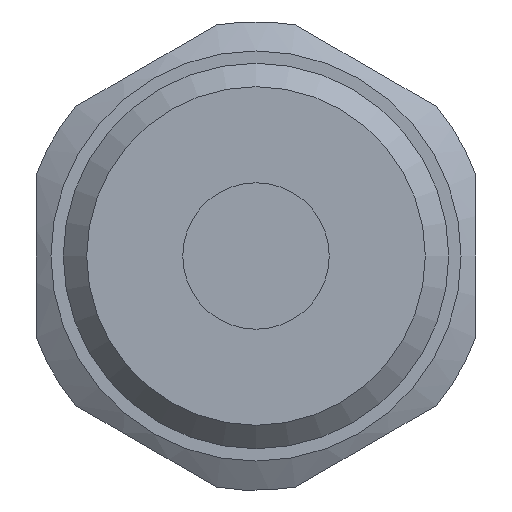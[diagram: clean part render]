
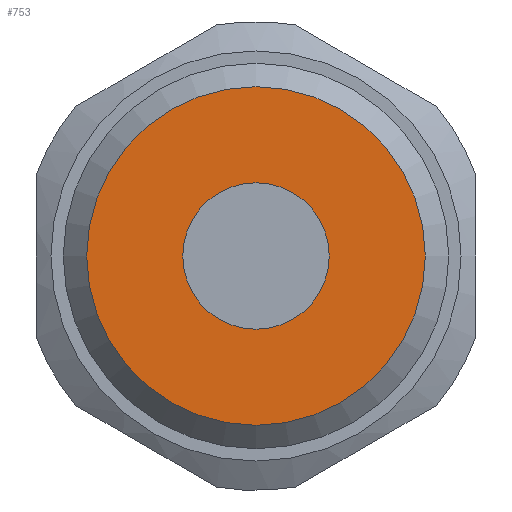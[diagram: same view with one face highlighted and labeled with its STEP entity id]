
A CAD part, front view. The second image highlights one B-rep face of the part: STEP entity #753.
In plain terms, the highlighted planar face has unit normal (0, -1, 0).
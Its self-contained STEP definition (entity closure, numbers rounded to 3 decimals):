
#38=FACE_BOUND('',#235,.T.);
#52=PLANE('',#866);
#180=FACE_OUTER_BOUND('',#234,.T.);
#234=EDGE_LOOP('',(#621));
#235=EDGE_LOOP('',(#622));
#276=CIRCLE('',#820,2.5);
#287=CIRCLE('',#837,5.779);
#336=VERTEX_POINT('',#1191);
#347=VERTEX_POINT('',#1225);
#407=EDGE_CURVE('',#336,#336,#276,.T.);
#424=EDGE_CURVE('',#347,#347,#287,.T.);
#621=ORIENTED_EDGE('',*,*,#424,.T.);
#622=ORIENTED_EDGE('',*,*,#407,.F.);
#753=ADVANCED_FACE('',(#180,#38),#52,.T.);
#820=AXIS2_PLACEMENT_3D('',#1193,#946,#947);
#837=AXIS2_PLACEMENT_3D('',#1227,#986,#987);
#866=AXIS2_PLACEMENT_3D('',#1343,#1060,#1061);
#946=DIRECTION('center_axis',(0.,-1.,0.));
#947=DIRECTION('ref_axis',(0.,0.,-1.));
#986=DIRECTION('center_axis',(0.,-1.,0.));
#987=DIRECTION('ref_axis',(0.,0.,-1.));
#1060=DIRECTION('center_axis',(0.,-1.,0.));
#1061=DIRECTION('ref_axis',(0.,0.,-1.));
#1191=CARTESIAN_POINT('',(0.,-8.5,2.5));
#1193=CARTESIAN_POINT('Origin',(0.,-8.5,0.));
#1225=CARTESIAN_POINT('',(0.,-8.5,-5.779));
#1227=CARTESIAN_POINT('Origin',(0.,-8.5,0.));
#1343=CARTESIAN_POINT('Origin',(0.,-8.5,0.));
